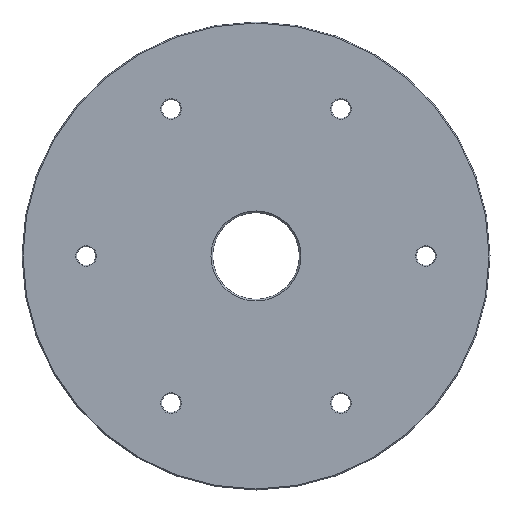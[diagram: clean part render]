
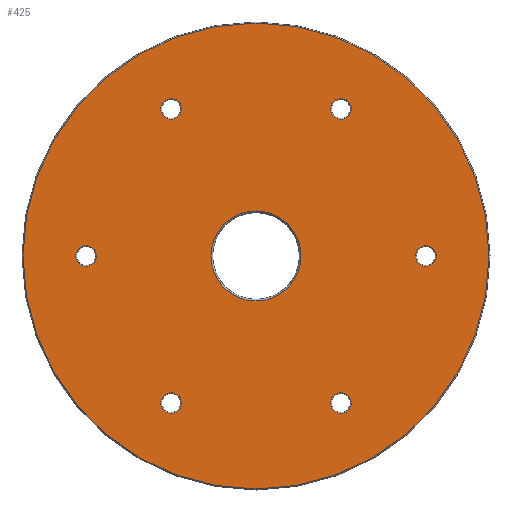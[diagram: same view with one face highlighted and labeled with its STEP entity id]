
A CAD part, front view. The second image highlights one B-rep face of the part: STEP entity #425.
In plain terms, the highlighted planar face has unit normal (0, -1, 0).
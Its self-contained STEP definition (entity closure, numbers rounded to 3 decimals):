
#6 = EDGE_CURVE ( 'NONE', #18, #18, #512, .T. ) ;
#16 = DIRECTION ( 'NONE',  ( 0., 0., -1. ) ) ;
#18 = VERTEX_POINT ( 'NONE', #217 ) ;
#24 = CARTESIAN_POINT ( 'NONE',  ( -22.359, -7., 44.826 ) ) ;
#25 = DIRECTION ( 'NONE',  ( 0., 1., 0. ) ) ;
#28 = CARTESIAN_POINT ( 'NONE',  ( 50., -7., 0. ) ) ;
#29 = EDGE_LOOP ( 'NONE', ( #520 ) ) ;
#30 = CARTESIAN_POINT ( 'NONE',  ( 22.359, -7., -44.826 ) ) ;
#35 = DIRECTION ( 'NONE',  ( -0.866, 0., -0.5 ) ) ;
#46 = FACE_BOUND ( 'NONE', #487, .T. ) ;
#88 = EDGE_CURVE ( 'NONE', #424, #424, #584, .T. ) ;
#117 = EDGE_LOOP ( 'NONE', ( #140 ) ) ;
#120 = ORIENTED_EDGE ( 'NONE', *, *, #229, .T. ) ;
#121 = AXIS2_PLACEMENT_3D ( 'NONE', #458, #613, #147 ) ;
#125 = DIRECTION ( 'NONE',  ( 0., 1., 0. ) ) ;
#127 = VERTEX_POINT ( 'NONE', #332 ) ;
#130 = EDGE_LOOP ( 'NONE', ( #302 ) ) ;
#132 = FACE_BOUND ( 'NONE', #474, .T. ) ;
#139 = FACE_BOUND ( 'NONE', #498, .T. ) ;
#140 = ORIENTED_EDGE ( 'NONE', *, *, #249, .T. ) ;
#147 = DIRECTION ( 'NONE',  ( 0., 0., 1. ) ) ;
#170 = VERTEX_POINT ( 'NONE', #24 ) ;
#180 = CARTESIAN_POINT ( 'NONE',  ( 25., -7., 43.301 ) ) ;
#187 = CARTESIAN_POINT ( 'NONE',  ( 25., -7., -43.301 ) ) ;
#190 = VERTEX_POINT ( 'NONE', #547 ) ;
#194 = FACE_OUTER_BOUND ( 'NONE', #130, .T. ) ;
#198 = CIRCLE ( 'NONE', #285, 3.05 ) ;
#217 = CARTESIAN_POINT ( 'NONE',  ( -50., -7., 3.05 ) ) ;
#218 = DIRECTION ( 'NONE',  ( 0.866, 0., -0.5 ) ) ;
#229 = EDGE_CURVE ( 'NONE', #633, #633, #442, .T. ) ;
#245 = DIRECTION ( 'NONE',  ( 0., 0., 1. ) ) ;
#248 = DIRECTION ( 'NONE',  ( 0., 1., 0. ) ) ;
#249 = EDGE_CURVE ( 'NONE', #581, #581, #374, .T. ) ;
#251 = AXIS2_PLACEMENT_3D ( 'NONE', #187, #489, #35 ) ;
#256 = DIRECTION ( 'NONE',  ( 0., 1., 0. ) ) ;
#262 = CARTESIAN_POINT ( 'NONE',  ( 0., -7., 0. ) ) ;
#270 = CARTESIAN_POINT ( 'NONE',  ( 27.641, -7., 41.776 ) ) ;
#283 = DIRECTION ( 'NONE',  ( 0., 1., 0. ) ) ;
#285 = AXIS2_PLACEMENT_3D ( 'NONE', #416, #536, #483 ) ;
#289 = EDGE_LOOP ( 'NONE', ( #334 ) ) ;
#301 = EDGE_CURVE ( 'NONE', #170, #170, #198, .T. ) ;
#302 = ORIENTED_EDGE ( 'NONE', *, *, #88, .F. ) ;
#327 = CARTESIAN_POINT ( 'NONE',  ( 0., -7., 68.6 ) ) ;
#329 = ORIENTED_EDGE ( 'NONE', *, *, #346, .T. ) ;
#331 = FACE_BOUND ( 'NONE', #29, .T. ) ;
#332 = CARTESIAN_POINT ( 'NONE',  ( 0., -7., 13.25 ) ) ;
#334 = ORIENTED_EDGE ( 'NONE', *, *, #301, .T. ) ;
#336 = FACE_BOUND ( 'NONE', #647, .T. ) ;
#339 = FACE_BOUND ( 'NONE', #289, .T. ) ;
#346 = EDGE_CURVE ( 'NONE', #481, #481, #556, .T. ) ;
#356 = DIRECTION ( 'NONE',  ( 0., 0., 1. ) ) ;
#369 = CARTESIAN_POINT ( 'NONE',  ( 50., -7., -3.05 ) ) ;
#372 = ORIENTED_EDGE ( 'NONE', *, *, #6, .T. ) ;
#374 = CIRCLE ( 'NONE', #431, 3.05 ) ;
#376 = CIRCLE ( 'NONE', #522, 13.25 ) ;
#381 = CARTESIAN_POINT ( 'NONE',  ( 13.25, -7., 0. ) ) ;
#406 = CARTESIAN_POINT ( 'NONE',  ( 0., -7., 0. ) ) ;
#408 = AXIS2_PLACEMENT_3D ( 'NONE', #180, #25, #218 ) ;
#416 = CARTESIAN_POINT ( 'NONE',  ( -25., -7., 43.301 ) ) ;
#420 = AXIS2_PLACEMENT_3D ( 'NONE', #381, #283, #245 ) ;
#424 = VERTEX_POINT ( 'NONE', #327 ) ;
#425 = ADVANCED_FACE ( 'NONE', ( #339, #139, #652, #132, #331, #336, #194, #46 ), #505, .F. ) ;
#431 = AXIS2_PLACEMENT_3D ( 'NONE', #28, #125, #16 ) ;
#442 = CIRCLE ( 'NONE', #408, 3.05 ) ;
#455 = AXIS2_PLACEMENT_3D ( 'NONE', #262, #248, #464 ) ;
#458 = CARTESIAN_POINT ( 'NONE',  ( -50., -7., 0. ) ) ;
#460 = DIRECTION ( 'NONE',  ( -0.866, 0., 0.5 ) ) ;
#464 = DIRECTION ( 'NONE',  ( 0., 0., 1. ) ) ;
#474 = EDGE_LOOP ( 'NONE', ( #329 ) ) ;
#481 = VERTEX_POINT ( 'NONE', #30 ) ;
#483 = DIRECTION ( 'NONE',  ( 0.866, 0., 0.5 ) ) ;
#487 = EDGE_LOOP ( 'NONE', ( #583 ) ) ;
#489 = DIRECTION ( 'NONE',  ( 0., 1., 0. ) ) ;
#498 = EDGE_LOOP ( 'NONE', ( #120 ) ) ;
#505 = PLANE ( 'NONE',  #420 ) ;
#512 = CIRCLE ( 'NONE', #121, 3.05 ) ;
#520 = ORIENTED_EDGE ( 'NONE', *, *, #579, .T. ) ;
#522 = AXIS2_PLACEMENT_3D ( 'NONE', #406, #561, #356 ) ;
#536 = DIRECTION ( 'NONE',  ( 0., 1., 0. ) ) ;
#547 = CARTESIAN_POINT ( 'NONE',  ( -27.641, -7., -41.776 ) ) ;
#556 = CIRCLE ( 'NONE', #251, 3.05 ) ;
#559 = EDGE_CURVE ( 'NONE', #127, #127, #376, .T. ) ;
#561 = DIRECTION ( 'NONE',  ( 0., 1., 0. ) ) ;
#579 = EDGE_CURVE ( 'NONE', #190, #190, #597, .T. ) ;
#581 = VERTEX_POINT ( 'NONE', #369 ) ;
#583 = ORIENTED_EDGE ( 'NONE', *, *, #559, .T. ) ;
#584 = CIRCLE ( 'NONE', #455, 68.6 ) ;
#597 = CIRCLE ( 'NONE', #651, 3.05 ) ;
#613 = DIRECTION ( 'NONE',  ( 0., 1., 0. ) ) ;
#615 = CARTESIAN_POINT ( 'NONE',  ( -25., -7., -43.301 ) ) ;
#633 = VERTEX_POINT ( 'NONE', #270 ) ;
#647 = EDGE_LOOP ( 'NONE', ( #372 ) ) ;
#651 = AXIS2_PLACEMENT_3D ( 'NONE', #615, #256, #460 ) ;
#652 = FACE_BOUND ( 'NONE', #117, .T. ) ;
